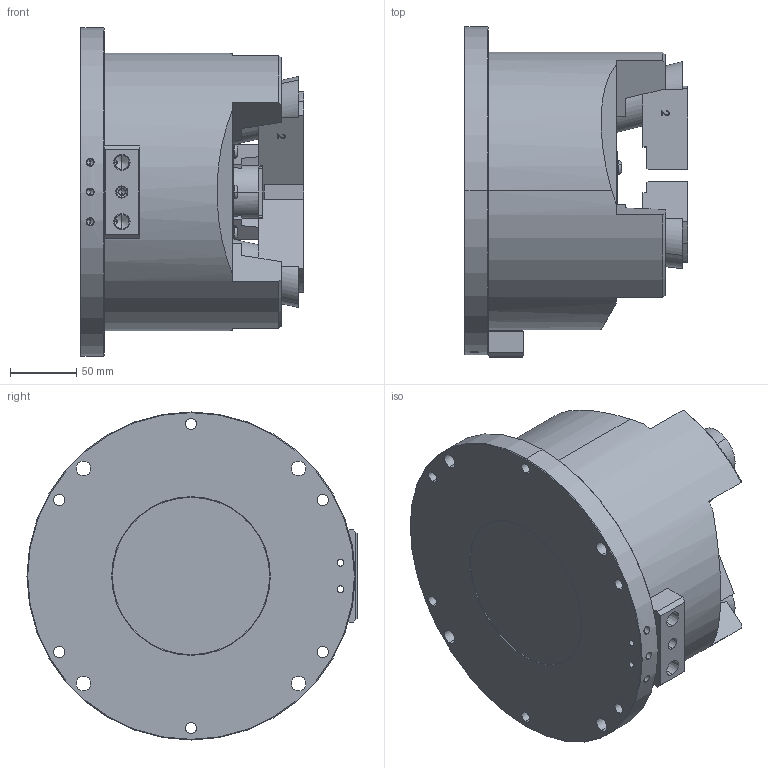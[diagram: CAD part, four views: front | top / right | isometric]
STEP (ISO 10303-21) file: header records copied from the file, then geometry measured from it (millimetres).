
FILE_DESCRIPTION (( 'STEP AP203' ), '1' );
FILE_NAME ('CF-SU-308.STEP', '2018-10-31T07:50:01', ( '' ), ( '' ), 'SwSTEP 2.0', 'SolidWorks 2016', '' );
FILE_SCHEMA (( 'CONFIG_CONTROL_DESIGN' ));
Length unit declared in the file: millimetre
Products named in the file (9): CF-SU-308-06000; CF-SU-308-01000; 半圓頭六角孔螺栓_M6x10; CF-3U-208-07000; 圓頭內六角螺栓_M12x30; CF-SU-308-07000; CF-SU-308-05000; CF-3U-208-03010; CF-SU-308
Assembly tree (16 placements, depth 2):
  CF-SU-308
    CF-SU-308-01000
    CF-3U-208-03010  x3
    CF-SU-308-05000
    CF-SU-308-07000
    CF-3U-208-07000  x3
    圓頭內六角螺栓_M12x30  x3
    CF-SU-308-06000
    半圓頭六角孔螺栓_M6x10  x3
Bounding box: 169 x 249.5 x 248 mm (x, y, z)
Volume: 4687983.6 mm3; surface area: 380944.8 mm2
Topology: 16 solids, 16 shells, 503 faces, 1236 edges, 767 vertices
Faces by surface type: plane 216, cylinder 168, cone 92, bspline 18, torus 9
Entity records: 11206 total; most frequent: CARTESIAN_POINT 2520, DIRECTION 1634, ORIENTED_EDGE 1520, EDGE_CURVE 760, AXIS2_PLACEMENT_3D 641, VERTEX_POINT 491, EDGE_LOOP 383, VECTOR 352
